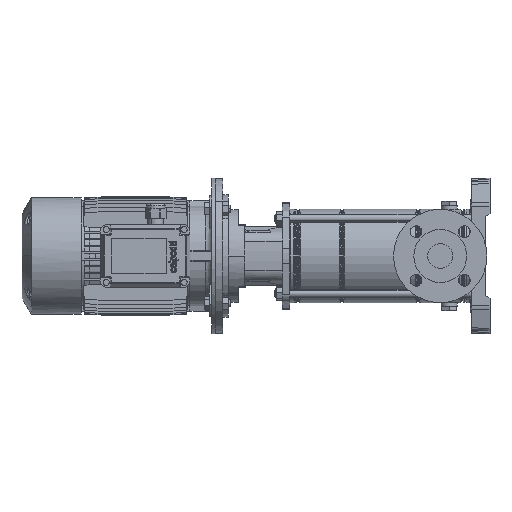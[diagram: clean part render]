
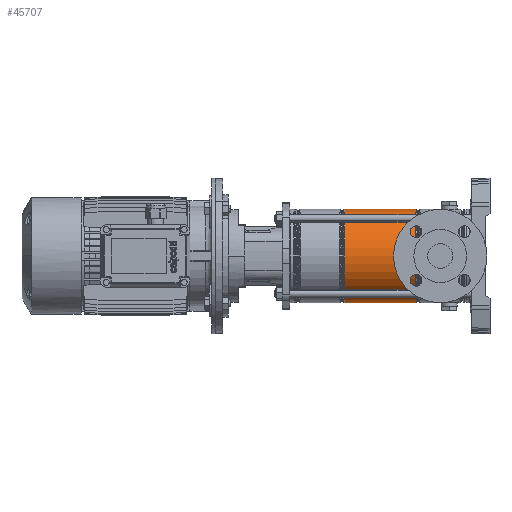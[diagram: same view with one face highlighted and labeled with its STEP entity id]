
A CAD part, left-side view. The second image highlights one B-rep face of the part: STEP entity #45707.
In plain terms, the highlighted cylindrical face has radius 74.9 mm (diameter 149.8 mm), a partial arc.
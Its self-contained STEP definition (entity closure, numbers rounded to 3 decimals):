
#6222 = ORIENTED_EDGE ( 'NONE', *, *, #61444, .F. ) ;
#6312 = CIRCLE ( 'NONE', #8666, 74.9 ) ;
#8666 = AXIS2_PLACEMENT_3D ( 'NONE', #28202, #74016, #45436 ) ;
#9125 = EDGE_CURVE ( 'NONE', #58054, #62572, #39365, .T. ) ;
#9470 = VECTOR ( 'NONE', #52353, 1000. ) ;
#9912 = VERTEX_POINT ( 'NONE', #31158 ) ;
#10788 = AXIS2_PLACEMENT_3D ( 'NONE', #48369, #71299, #53995 ) ;
#11174 = ORIENTED_EDGE ( 'NONE', *, *, #9125, .T. ) ;
#11745 = ORIENTED_EDGE ( 'NONE', *, *, #19033, .T. ) ;
#12958 = CARTESIAN_POINT ( 'NONE',  ( 0., 0., 0. ) ) ;
#19033 = EDGE_CURVE ( 'NONE', #62572, #9912, #6312, .T. ) ;
#19274 = CARTESIAN_POINT ( 'NONE',  ( -74.9, 0., 201.221 ) ) ;
#22422 = VECTOR ( 'NONE', #40832, 1000. ) ;
#28202 = CARTESIAN_POINT ( 'NONE',  ( 0., 0., 87.279 ) ) ;
#29457 = LINE ( 'NONE', #46720, #9470 ) ;
#29541 = EDGE_CURVE ( 'NONE', #37772, #58054, #68354, .T. ) ;
#31158 = CARTESIAN_POINT ( 'NONE',  ( -74.9, 0., 87.279 ) ) ;
#35214 = CARTESIAN_POINT ( 'NONE',  ( 74.9, 0., 0. ) ) ;
#37341 = DIRECTION ( 'NONE',  ( -1., 0., 0. ) ) ;
#37772 = VERTEX_POINT ( 'NONE', #19274 ) ;
#39365 = LINE ( 'NONE', #35214, #22422 ) ;
#40832 = DIRECTION ( 'NONE',  ( 0., 0., -1. ) ) ;
#42576 = DIRECTION ( 'NONE',  ( 0., 0., -1. ) ) ;
#42790 = AXIS2_PLACEMENT_3D ( 'NONE', #12958, #42576, #37341 ) ;
#45436 = DIRECTION ( 'NONE',  ( 1., 0., 0. ) ) ;
#45707 = ADVANCED_FACE ( 'NONE', ( #53491 ), #65160, .T. ) ;
#46720 = CARTESIAN_POINT ( 'NONE',  ( -74.9, 0., 0. ) ) ;
#47049 = EDGE_LOOP ( 'NONE', ( #49719, #11174, #11745, #6222 ) ) ;
#48369 = CARTESIAN_POINT ( 'NONE',  ( 0., 0., 201.221 ) ) ;
#49550 = CARTESIAN_POINT ( 'NONE',  ( 74.9, 0., 87.279 ) ) ;
#49719 = ORIENTED_EDGE ( 'NONE', *, *, #29541, .T. ) ;
#52353 = DIRECTION ( 'NONE',  ( 0., 0., -1. ) ) ;
#53491 = FACE_OUTER_BOUND ( 'NONE', #47049, .T. ) ;
#53995 = DIRECTION ( 'NONE',  ( 1., 0., 0. ) ) ;
#58054 = VERTEX_POINT ( 'NONE', #67393 ) ;
#61444 = EDGE_CURVE ( 'NONE', #37772, #9912, #29457, .T. ) ;
#62572 = VERTEX_POINT ( 'NONE', #49550 ) ;
#65160 = CYLINDRICAL_SURFACE ( 'NONE', #42790, 74.9 ) ;
#67393 = CARTESIAN_POINT ( 'NONE',  ( 74.9, 0., 201.221 ) ) ;
#68354 = CIRCLE ( 'NONE', #10788, 74.9 ) ;
#71299 = DIRECTION ( 'NONE',  ( 0., 0., -1. ) ) ;
#74016 = DIRECTION ( 'NONE',  ( 0., 0., 1. ) ) ;
